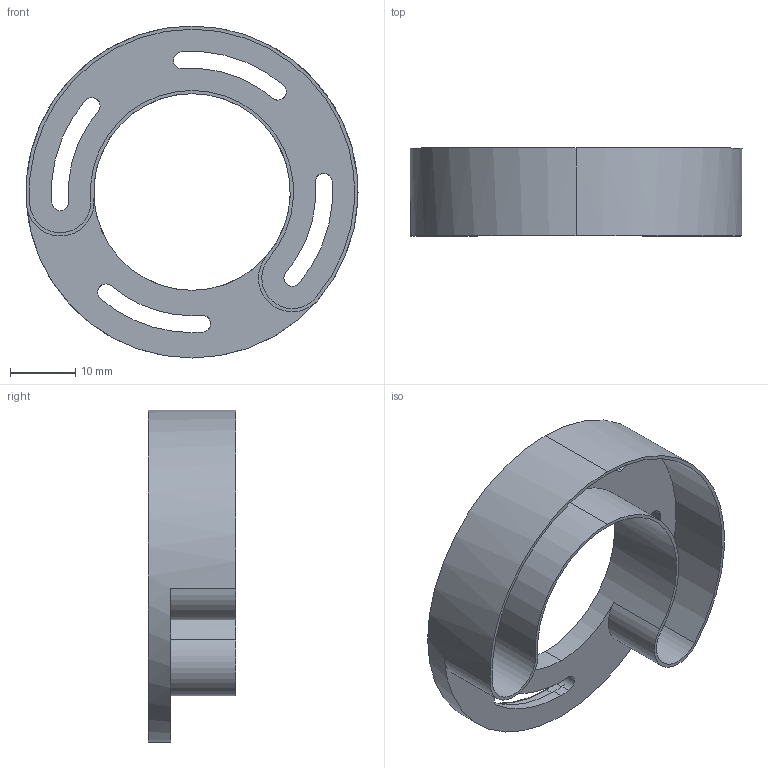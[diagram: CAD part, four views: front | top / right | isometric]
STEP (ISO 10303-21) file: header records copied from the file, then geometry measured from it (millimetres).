
FILE_DESCRIPTION (( 'STEP AP214' ), '1' );
FILE_NAME ('奻攫.STEP', '2024-03-06T13:48:40', ( '' ), ( '' ), 'SwSTEP 2.0', 'SolidWorks 2022', '' );
FILE_SCHEMA (( 'AUTOMOTIVE_DESIGN' ));
Length unit declared in the file: millimetre
Products named in the file (1): 上盘
Bounding box: 51 x 13.5 x 51 mm (x, y, z)
Volume: 4672.8 mm3; surface area: 7984.2 mm2
Topology: 1 solids, 1 shells, 69 faces, 184 edges, 116 vertices
Faces by surface type: cylinder 46, torus 12, plane 11
Entity records: 2328 total; most frequent: CARTESIAN_POINT 492, DIRECTION 416, ORIENTED_EDGE 368, EDGE_CURVE 184, AXIS2_PLACEMENT_3D 180, VERTEX_POINT 116, CIRCLE 110, EDGE_LOOP 78
